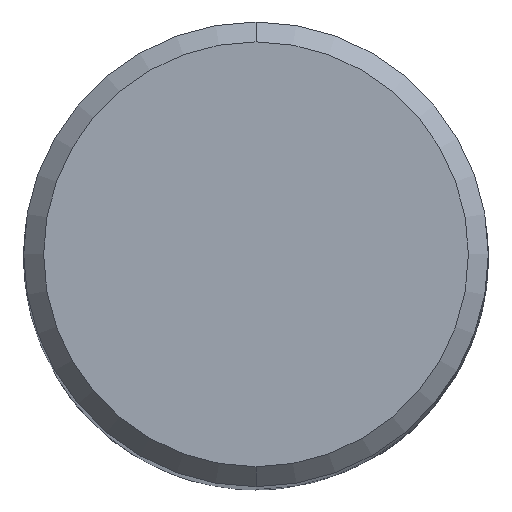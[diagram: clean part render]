
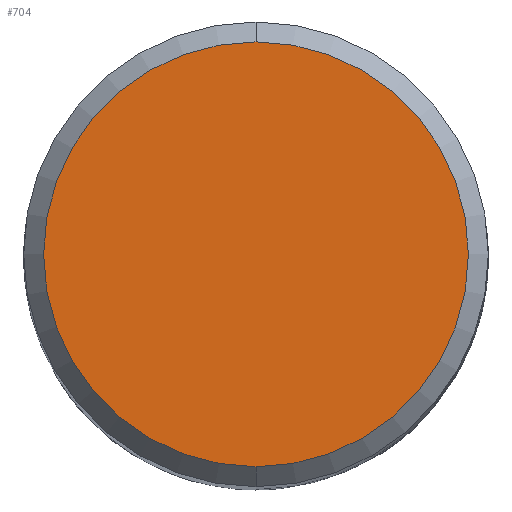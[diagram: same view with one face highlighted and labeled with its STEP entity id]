
A CAD part, top view. The second image highlights one B-rep face of the part: STEP entity #704.
In plain terms, the highlighted planar face has unit normal (0, 0, 1).
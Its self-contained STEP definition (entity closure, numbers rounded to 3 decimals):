
#572=VERTEX_POINT('',#1419);
#704=ADVANCED_FACE('',(#1570),#1571,.T.);
#724=EDGE_CURVE('',#572,#1106,#1593,.T.);
#1106=VERTEX_POINT('',#2015);
#1142=EDGE_CURVE('',#1106,#572,#2053,.T.);
#1419=CARTESIAN_POINT('',(0.0,6.4,0.0));
#1570=FACE_OUTER_BOUND('',#3943,.T.);
#1571=PLANE('',#3944);
#1593=CIRCLE('',#4015,6.4);
#2015=CARTESIAN_POINT('',(0.,-6.4,0.0));
#2053=CIRCLE('',#6578,6.4);
#3943=EDGE_LOOP('',(#7501,#7502));
#3944=AXIS2_PLACEMENT_3D('',#7503,#7504,#7505);
#4015=AXIS2_PLACEMENT_3D('',#7555,#7556,#7557);
#6578=AXIS2_PLACEMENT_3D('',#8088,#8089,#8090);
#7501=ORIENTED_EDGE('',*,*,#724,.F.);
#7502=ORIENTED_EDGE('',*,*,#1142,.F.);
#7503=CARTESIAN_POINT('',(0.0,3.2,0.0));
#7504=DIRECTION('',(-0.0,0.0,1.0));
#7505=DIRECTION('',(0.0,-1.0,0.0));
#7555=CARTESIAN_POINT('',(0.0,0.0,0.0));
#7556=DIRECTION('',(0.0,0.0,-1.0));
#7557=DIRECTION('',(0.0,1.0,0.0));
#8088=CARTESIAN_POINT('',(0.0,0.0,0.0));
#8089=DIRECTION('',(0.0,0.0,-1.0));
#8090=DIRECTION('',(0.0,1.0,0.0));
